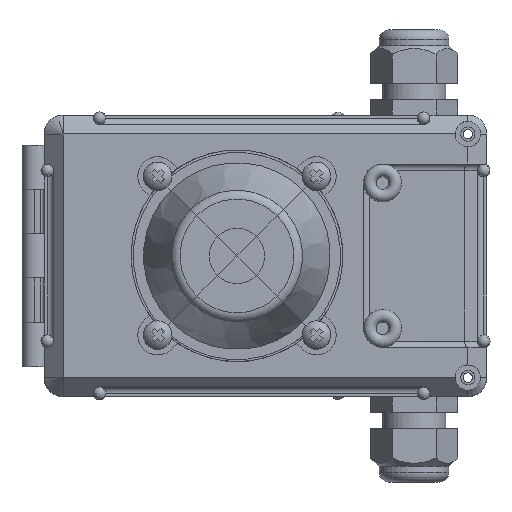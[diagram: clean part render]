
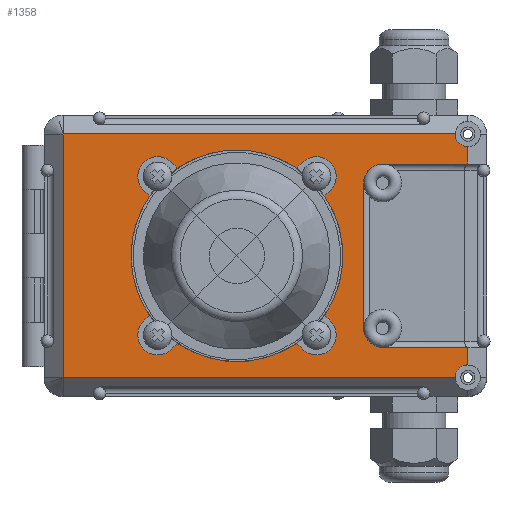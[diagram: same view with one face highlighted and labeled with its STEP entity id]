
A CAD part, top view. The second image highlights one B-rep face of the part: STEP entity #1358.
In plain terms, the highlighted planar face has unit normal (0, 0, 1).
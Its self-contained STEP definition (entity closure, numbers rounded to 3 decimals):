
#481=CARTESIAN_POINT('',(-0.055,-0.039,0.062));
#482=VERTEX_POINT('',#481);
#489=CARTESIAN_POINT('',(-0.055,0.038,0.062));
#490=VERTEX_POINT('',#489);
#491=CARTESIAN_POINT('',(-0.055,0.038,0.062));
#492=DIRECTION('',(0.0,-1.0,0.0));
#493=VECTOR('',#492,0.077);
#494=LINE('',#491,#493);
#495=EDGE_CURVE('',#490,#482,#494,.T.);
#1054=CARTESIAN_POINT('',(0.069,-0.039,0.062));
#1055=VERTEX_POINT('',#1054);
#1063=CARTESIAN_POINT('',(-0.055,-0.039,0.062));
#1064=DIRECTION('',(1.0,0.0,0.0));
#1065=VECTOR('',#1064,0.124);
#1066=LINE('',#1063,#1065);
#1067=EDGE_CURVE('',#482,#1055,#1066,.T.);
#1129=CARTESIAN_POINT('',(0.0,0.0,0.062));
#1130=DIRECTION('',(0.0,0.0,1.0));
#1131=DIRECTION('',(1.0,0.0,0.0));
#1132=AXIS2_PLACEMENT_3D('',#1129,#1130,#1131);
#1133=PLANE('',#1132);
#1134=CARTESIAN_POINT('',(0.073,0.029,0.062));
#1135=VERTEX_POINT('',#1134);
#1136=CARTESIAN_POINT('',(0.073,0.034,0.062));
#1137=VERTEX_POINT('',#1136);
#1138=CARTESIAN_POINT('',(0.073,0.029,0.062));
#1139=DIRECTION('',(0.0,1.0,0.0));
#1140=VECTOR('',#1139,0.006);
#1141=LINE('',#1138,#1140);
#1142=EDGE_CURVE('',#1135,#1137,#1141,.T.);
#1143=ORIENTED_EDGE('',*,*,#1142,.T.);
#1144=CARTESIAN_POINT('',(0.069,0.038,0.062));
#1145=VERTEX_POINT('',#1144);
#1146=CARTESIAN_POINT('',(0.073,0.038,0.062));
#1147=DIRECTION('',(0.0,0.0,-1.0));
#1148=DIRECTION('',(1.0,0.0,0.0));
#1149=AXIS2_PLACEMENT_3D('',#1146,#1147,#1148);
#1150=CIRCLE('',#1149,0.004);
#1151=EDGE_CURVE('',#1137,#1145,#1150,.T.);
#1152=ORIENTED_EDGE('',*,*,#1151,.T.);
#1153=CARTESIAN_POINT('',(0.069,0.038,0.062));
#1154=DIRECTION('',(-1.0,0.0,0.0));
#1155=VECTOR('',#1154,0.124);
#1156=LINE('',#1153,#1155);
#1157=EDGE_CURVE('',#1145,#490,#1156,.T.);
#1158=ORIENTED_EDGE('',*,*,#1157,.T.);
#1159=ORIENTED_EDGE('',*,*,#495,.T.);
#1160=ORIENTED_EDGE('',*,*,#1067,.T.);
#1161=CARTESIAN_POINT('',(0.073,-0.035,0.062));
#1162=VERTEX_POINT('',#1161);
#1163=CARTESIAN_POINT('',(0.073,-0.039,0.062));
#1164=DIRECTION('',(0.0,0.0,-1.0));
#1165=DIRECTION('',(1.0,0.0,0.0));
#1166=AXIS2_PLACEMENT_3D('',#1163,#1164,#1165);
#1167=CIRCLE('',#1166,0.004);
#1168=EDGE_CURVE('',#1055,#1162,#1167,.T.);
#1169=ORIENTED_EDGE('',*,*,#1168,.T.);
#1170=CARTESIAN_POINT('',(0.073,-0.029,0.062));
#1171=VERTEX_POINT('',#1170);
#1172=CARTESIAN_POINT('',(0.073,-0.035,0.062));
#1173=DIRECTION('',(0.0,1.0,0.0));
#1174=VECTOR('',#1173,0.006);
#1175=LINE('',#1172,#1174);
#1176=EDGE_CURVE('',#1162,#1171,#1175,.T.);
#1177=ORIENTED_EDGE('',*,*,#1176,.T.);
#1178=CARTESIAN_POINT('',(0.046,-0.029,0.062));
#1179=VERTEX_POINT('',#1178);
#1180=CARTESIAN_POINT('',(0.046,-0.029,0.062));
#1181=DIRECTION('',(1.0,0.0,0.0));
#1182=VECTOR('',#1181,0.027);
#1183=LINE('',#1180,#1182);
#1184=EDGE_CURVE('',#1179,#1171,#1183,.T.);
#1185=ORIENTED_EDGE('',*,*,#1184,.F.);
#1186=CARTESIAN_POINT('',(0.04,-0.023,0.062));
#1187=VERTEX_POINT('',#1186);
#1188=CARTESIAN_POINT('',(0.046,-0.023,0.062));
#1189=DIRECTION('',(0.0,0.0,1.0));
#1190=DIRECTION('',(1.0,0.0,0.0));
#1191=AXIS2_PLACEMENT_3D('',#1188,#1189,#1190);
#1192=CIRCLE('',#1191,0.006);
#1193=EDGE_CURVE('',#1187,#1179,#1192,.T.);
#1194=ORIENTED_EDGE('',*,*,#1193,.F.);
#1195=CARTESIAN_POINT('',(0.04,0.023,0.062));
#1196=VERTEX_POINT('',#1195);
#1197=CARTESIAN_POINT('',(0.04,0.023,0.062));
#1198=DIRECTION('',(0.0,-1.0,0.0));
#1199=VECTOR('',#1198,0.046);
#1200=LINE('',#1197,#1199);
#1201=EDGE_CURVE('',#1196,#1187,#1200,.T.);
#1202=ORIENTED_EDGE('',*,*,#1201,.F.);
#1203=CARTESIAN_POINT('',(0.046,0.029,0.062));
#1204=VERTEX_POINT('',#1203);
#1205=CARTESIAN_POINT('',(0.046,0.023,0.062));
#1206=DIRECTION('',(0.0,0.0,1.0));
#1207=DIRECTION('',(1.0,0.0,0.0));
#1208=AXIS2_PLACEMENT_3D('',#1205,#1206,#1207);
#1209=CIRCLE('',#1208,0.006);
#1210=EDGE_CURVE('',#1204,#1196,#1209,.T.);
#1211=ORIENTED_EDGE('',*,*,#1210,.F.);
#1212=CARTESIAN_POINT('',(0.073,0.029,0.062));
#1213=DIRECTION('',(-1.0,0.0,0.0));
#1214=VECTOR('',#1213,0.027);
#1215=LINE('',#1212,#1214);
#1216=EDGE_CURVE('',#1135,#1204,#1215,.T.);
#1217=ORIENTED_EDGE('',*,*,#1216,.F.);
#1218=EDGE_LOOP('',(#1143,#1152,#1158,#1159,#1160,#1169,#1177,#1185,#1194,#1202,#1211,#1217));
#1219=FACE_OUTER_BOUND('',#1218,.T.);
#1220=CARTESIAN_POINT('',(0.021,-0.03,0.062));
#1221=VERTEX_POINT('',#1220);
#1222=CARTESIAN_POINT('',(0.019,-0.028,0.062));
#1223=VERTEX_POINT('',#1222);
#1224=CARTESIAN_POINT('',(0.021,-0.03,0.062));
#1225=DIRECTION('',(-0.707,0.707,0.0));
#1226=VECTOR('',#1225,0.003);
#1227=LINE('',#1224,#1226);
#1228=EDGE_CURVE('',#1221,#1223,#1227,.T.);
#1229=ORIENTED_EDGE('',*,*,#1228,.T.);
#1230=CARTESIAN_POINT('',(-0.019,-0.028,0.062));
#1231=VERTEX_POINT('',#1230);
#1232=CARTESIAN_POINT('',(0.,0.,0.062));
#1233=DIRECTION('',(0.0,0.0,-1.0));
#1234=DIRECTION('',(1.0,0.0,0.0));
#1235=AXIS2_PLACEMENT_3D('',#1232,#1233,#1234);
#1236=CIRCLE('',#1235,0.034);
#1237=EDGE_CURVE('',#1223,#1231,#1236,.T.);
#1238=ORIENTED_EDGE('',*,*,#1237,.T.);
#1239=CARTESIAN_POINT('',(-0.021,-0.03,0.062));
#1240=VERTEX_POINT('',#1239);
#1241=CARTESIAN_POINT('',(-0.019,-0.028,0.062));
#1242=DIRECTION('',(-0.707,-0.707,0.0));
#1243=VECTOR('',#1242,0.003);
#1244=LINE('',#1241,#1243);
#1245=EDGE_CURVE('',#1231,#1240,#1244,.T.);
#1246=ORIENTED_EDGE('',*,*,#1245,.T.);
#1247=CARTESIAN_POINT('',(-0.03,-0.021,0.062));
#1248=VERTEX_POINT('',#1247);
#1249=CARTESIAN_POINT('',(-0.025,-0.025,0.062));
#1250=DIRECTION('',(0.0,0.0,-1.0));
#1251=DIRECTION('',(1.0,0.0,0.0));
#1252=AXIS2_PLACEMENT_3D('',#1249,#1250,#1251);
#1253=CIRCLE('',#1252,0.006);
#1254=EDGE_CURVE('',#1240,#1248,#1253,.T.);
#1255=ORIENTED_EDGE('',*,*,#1254,.T.);
#1256=CARTESIAN_POINT('',(-0.028,-0.019,0.062));
#1257=VERTEX_POINT('',#1256);
#1258=CARTESIAN_POINT('',(-0.03,-0.021,0.062));
#1259=DIRECTION('',(0.707,0.707,0.0));
#1260=VECTOR('',#1259,0.003);
#1261=LINE('',#1258,#1260);
#1262=EDGE_CURVE('',#1248,#1257,#1261,.T.);
#1263=ORIENTED_EDGE('',*,*,#1262,.T.);
#1264=CARTESIAN_POINT('',(-0.028,0.019,0.062));
#1265=VERTEX_POINT('',#1264);
#1266=CARTESIAN_POINT('',(0.,0.,0.062));
#1267=DIRECTION('',(0.0,0.0,-1.0));
#1268=DIRECTION('',(1.0,0.0,0.0));
#1269=AXIS2_PLACEMENT_3D('',#1266,#1267,#1268);
#1270=CIRCLE('',#1269,0.034);
#1271=EDGE_CURVE('',#1257,#1265,#1270,.T.);
#1272=ORIENTED_EDGE('',*,*,#1271,.T.);
#1273=CARTESIAN_POINT('',(-0.03,0.021,0.062));
#1274=VERTEX_POINT('',#1273);
#1275=CARTESIAN_POINT('',(-0.028,0.019,0.062));
#1276=DIRECTION('',(-0.707,0.707,0.0));
#1277=VECTOR('',#1276,0.003);
#1278=LINE('',#1275,#1277);
#1279=EDGE_CURVE('',#1265,#1274,#1278,.T.);
#1280=ORIENTED_EDGE('',*,*,#1279,.T.);
#1281=CARTESIAN_POINT('',(-0.021,0.03,0.062));
#1282=VERTEX_POINT('',#1281);
#1283=CARTESIAN_POINT('',(-0.025,0.025,0.062));
#1284=DIRECTION('',(0.0,0.0,-1.0));
#1285=DIRECTION('',(1.0,0.0,0.0));
#1286=AXIS2_PLACEMENT_3D('',#1283,#1284,#1285);
#1287=CIRCLE('',#1286,0.006);
#1288=EDGE_CURVE('',#1274,#1282,#1287,.T.);
#1289=ORIENTED_EDGE('',*,*,#1288,.T.);
#1290=CARTESIAN_POINT('',(-0.019,0.028,0.062));
#1291=VERTEX_POINT('',#1290);
#1292=CARTESIAN_POINT('',(-0.021,0.03,0.062));
#1293=DIRECTION('',(0.707,-0.707,0.0));
#1294=VECTOR('',#1293,0.003);
#1295=LINE('',#1292,#1294);
#1296=EDGE_CURVE('',#1282,#1291,#1295,.T.);
#1297=ORIENTED_EDGE('',*,*,#1296,.T.);
#1298=CARTESIAN_POINT('',(0.019,0.028,0.062));
#1299=VERTEX_POINT('',#1298);
#1300=CARTESIAN_POINT('',(0.,0.,0.062));
#1301=DIRECTION('',(0.0,0.0,-1.0));
#1302=DIRECTION('',(1.0,0.0,0.0));
#1303=AXIS2_PLACEMENT_3D('',#1300,#1301,#1302);
#1304=CIRCLE('',#1303,0.034);
#1305=EDGE_CURVE('',#1291,#1299,#1304,.T.);
#1306=ORIENTED_EDGE('',*,*,#1305,.T.);
#1307=CARTESIAN_POINT('',(0.021,0.03,0.062));
#1308=VERTEX_POINT('',#1307);
#1309=CARTESIAN_POINT('',(0.019,0.028,0.062));
#1310=DIRECTION('',(0.707,0.707,0.0));
#1311=VECTOR('',#1310,0.003);
#1312=LINE('',#1309,#1311);
#1313=EDGE_CURVE('',#1299,#1308,#1312,.T.);
#1314=ORIENTED_EDGE('',*,*,#1313,.T.);
#1315=CARTESIAN_POINT('',(0.03,0.021,0.062));
#1316=VERTEX_POINT('',#1315);
#1317=CARTESIAN_POINT('',(0.025,0.025,0.062));
#1318=DIRECTION('',(0.0,0.0,-1.0));
#1319=DIRECTION('',(1.0,0.0,0.0));
#1320=AXIS2_PLACEMENT_3D('',#1317,#1318,#1319);
#1321=CIRCLE('',#1320,0.006);
#1322=EDGE_CURVE('',#1308,#1316,#1321,.T.);
#1323=ORIENTED_EDGE('',*,*,#1322,.T.);
#1324=CARTESIAN_POINT('',(0.028,0.019,0.062));
#1325=VERTEX_POINT('',#1324);
#1326=CARTESIAN_POINT('',(0.03,0.021,0.062));
#1327=DIRECTION('',(-0.707,-0.707,0.0));
#1328=VECTOR('',#1327,0.003);
#1329=LINE('',#1326,#1328);
#1330=EDGE_CURVE('',#1316,#1325,#1329,.T.);
#1331=ORIENTED_EDGE('',*,*,#1330,.T.);
#1332=CARTESIAN_POINT('',(0.028,-0.019,0.062));
#1333=VERTEX_POINT('',#1332);
#1334=CARTESIAN_POINT('',(0.,0.,0.062));
#1335=DIRECTION('',(0.0,0.0,-1.0));
#1336=DIRECTION('',(1.0,0.0,0.0));
#1337=AXIS2_PLACEMENT_3D('',#1334,#1335,#1336);
#1338=CIRCLE('',#1337,0.034);
#1339=EDGE_CURVE('',#1325,#1333,#1338,.T.);
#1340=ORIENTED_EDGE('',*,*,#1339,.T.);
#1341=CARTESIAN_POINT('',(0.03,-0.021,0.062));
#1342=VERTEX_POINT('',#1341);
#1343=CARTESIAN_POINT('',(0.028,-0.019,0.062));
#1344=DIRECTION('',(0.707,-0.707,0.0));
#1345=VECTOR('',#1344,0.003);
#1346=LINE('',#1343,#1345);
#1347=EDGE_CURVE('',#1333,#1342,#1346,.T.);
#1348=ORIENTED_EDGE('',*,*,#1347,.T.);
#1349=CARTESIAN_POINT('',(0.025,-0.025,0.062));
#1350=DIRECTION('',(0.0,0.0,-1.0));
#1351=DIRECTION('',(1.0,0.0,0.0));
#1352=AXIS2_PLACEMENT_3D('',#1349,#1350,#1351);
#1353=CIRCLE('',#1352,0.006);
#1354=EDGE_CURVE('',#1342,#1221,#1353,.T.);
#1355=ORIENTED_EDGE('',*,*,#1354,.T.);
#1356=EDGE_LOOP('',(#1229,#1238,#1246,#1255,#1263,#1272,#1280,#1289,#1297,#1306,#1314,#1323,#1331,#1340,#1348,#1355));
#1357=FACE_BOUND('',#1356,.T.);
#1358=ADVANCED_FACE('',(#1219,#1357),#1133,.T.);
